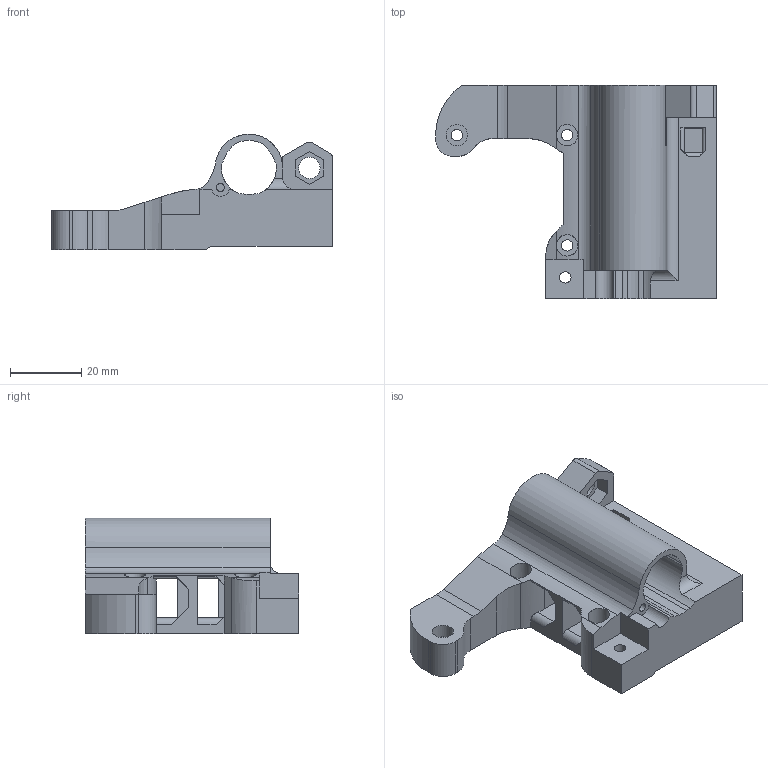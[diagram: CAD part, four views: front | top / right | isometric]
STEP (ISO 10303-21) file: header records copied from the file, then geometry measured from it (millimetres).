
FILE_DESCRIPTION(/* description */ (''),/* implementation_level */ '2;1');
FILE_NAME(/* name */ 'X-end_stepper_M5.step',/* time_stamp */ '2020-01-25T06:15:53+01:00',/* author */ (''),/* organization */ (''),/* preprocessor_version */ 'ST-DEVELOPER v18',/* originating_system */ 'Autodesk Translation Framework v8.12.0.6',/* authorisation */ '');
FILE_SCHEMA (('AUTOMOTIVE_DESIGN { 1 0 10303 214 3 1 1 }'));
Length unit declared in the file: millimetre
Products named in the file (3): P3 Steel MKO; X-End; X-End Stepper
Assembly tree (2 placements, depth 3):
  P3 Steel MKO
    X-End
      X-End Stepper
Bounding box: 79 x 60 x 32.47 mm (x, y, z)
Volume: 41216.8 mm3; surface area: 21248.5 mm2
Topology: 1 solids, 1 shells, 174 faces, 492 edges, 326 vertices
Faces by surface type: plane 92, cylinder 66, cone 14, torus 2
Full cylindrical faces by diameter (mm): 2.3 x2, 3.2 x4, 6 x4, 8.05 x4, 8.1 x2
Entity records: 5996 total; most frequent: CARTESIAN_POINT 1198, ORIENTED_EDGE 984, DIRECTION 984, EDGE_CURVE 492, AXIS2_PLACEMENT_3D 337, VERTEX_POINT 326, LINE 310, VECTOR 310
